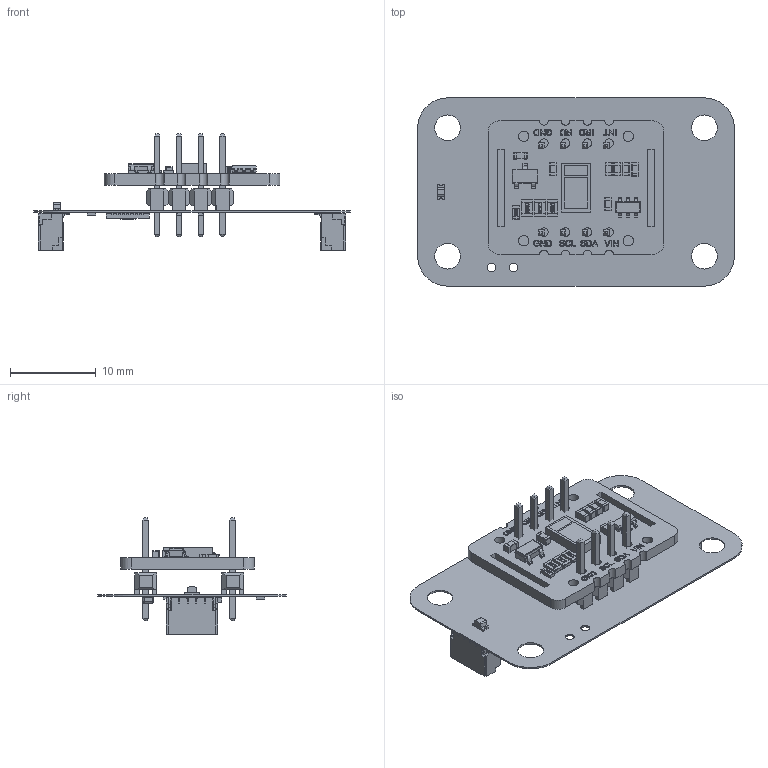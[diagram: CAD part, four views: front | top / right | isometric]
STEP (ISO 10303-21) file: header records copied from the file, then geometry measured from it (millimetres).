
FILE_DESCRIPTION(('Open CASCADE Model'),'2;1');
FILE_NAME('Open CASCADE Shape Model','2025-04-15T12:50:33',('Author'),( 'Open CASCADE'),'Open CASCADE STEP processor 7.5','Open CASCADE 7.5' ,'Unknown');
FILE_SCHEMA(('AUTOMOTIVE_DESIGN { 1 0 10303 214 1 1 1 1 }'));
Length unit declared in the file: millimetre
Products named in the file (50): PCB; Board; Open CASCADE STEP translator 7.5 9.1.1; R6; User Library-R SMD 0402; User Library-R SMD 0402_0402 BODY; User Library-R SMD 0402_0402 PAD; User Library-R SMD 0402_0402 OPIS; R5; J12; Conn_Harwin_M20-9990445_eec; M20-9990445_asm; M20-999-MOULD; M20-999-PIN; Harwin; J11; U; DUELink-U-Connector-BM04B-SRSS-TB; D; DUELink-Connector-BM04B-SRSS-TB; STAT; 0603 LED Green; Solid1; Solid4; R4; C2; 0805 SMD Capacitor; C1; C0402; Free-Models; MAX30102_MH_ET_LIVE_BOARD_v8; SOT-23-6 v1; ceramic_cap_0603 v1; 0603 v1; Äåòàëü1; Äåòàëü2; 0805 v1; SOT23-3 v1; Open CASCADE STEP translator 7.5 9.12.1.14; STM32-QFN32
Assembly tree (70 placements, depth 5):
  PCB
    Board
      Open CASCADE STEP translator 7.5 9.1.1
    R6
      User Library-R SMD 0402
        User Library-R SMD 0402_0402 BODY
        User Library-R SMD 0402_0402 PAD  x2
        User Library-R SMD 0402_0402 OPIS
    R5
      User Library-R SMD 0402
        User Library-R SMD 0402_0402 BODY
        User Library-R SMD 0402_0402 PAD  x2
        User Library-R SMD 0402_0402 OPIS
    J12
      Conn_Harwin_M20-9990445_eec
        M20-9990445_asm
          M20-999-MOULD
          M20-999-PIN  x4
        Harwin
    J11
      Conn_Harwin_M20-9990445_eec
        M20-9990445_asm
          M20-999-MOULD
          M20-999-PIN  x4
        Harwin
    U
      DUELink-U-Connector-BM04B-SRSS-TB
    D
      DUELink-Connector-BM04B-SRSS-TB
    STAT
      0603 LED Green
        Solid1
        Solid4
        Solid1
        Solid1
        Solid4
        Solid1
        Solid1
        Solid1
    R4
      User Library-R SMD 0402
        User Library-R SMD 0402_0402 BODY
        User Library-R SMD 0402_0402 PAD  x2
        User Library-R SMD 0402_0402 OPIS
    C2
      0805 SMD Capacitor
    C1
      C0402
    Free-Models
      MAX30102_MH_ET_LIVE_BOARD_v8
        SOT-23-6 v1
        ceramic_cap_0603 v1  x7
        0603 v1
          Äåòàëü1
          Äåòàëü2  x2
        0805 v1
          Äåòàëü1
          Äåòàëü2  x2
        0805 v1
          Äåòàëü1
Bounding box: 37 x 22 x 13.61 mm (x, y, z)
Volume: 790.5 mm3; surface area: 3632.9 mm2
Topology: 141 solids, 141 shells, 3118 faces, 9386 edges, 8036 vertices
Faces by surface type: plane 2091, cylinder 548, bspline 407, sphere 64, revolution 8
Full cylindrical faces by diameter (mm): 1 x8, 1.016 x2, 1.02 x8, 1.2 x4, 3 x4
Entity records: 93725 total; most frequent: CARTESIAN_POINT 26766, ORIENTED_EDGE 11530, DIRECTION 11105, EDGE_CURVE 5765, LINE 5695, VECTOR 5695, VERTEX_POINT 3802, AXIS2_PLACEMENT_3D 2701
